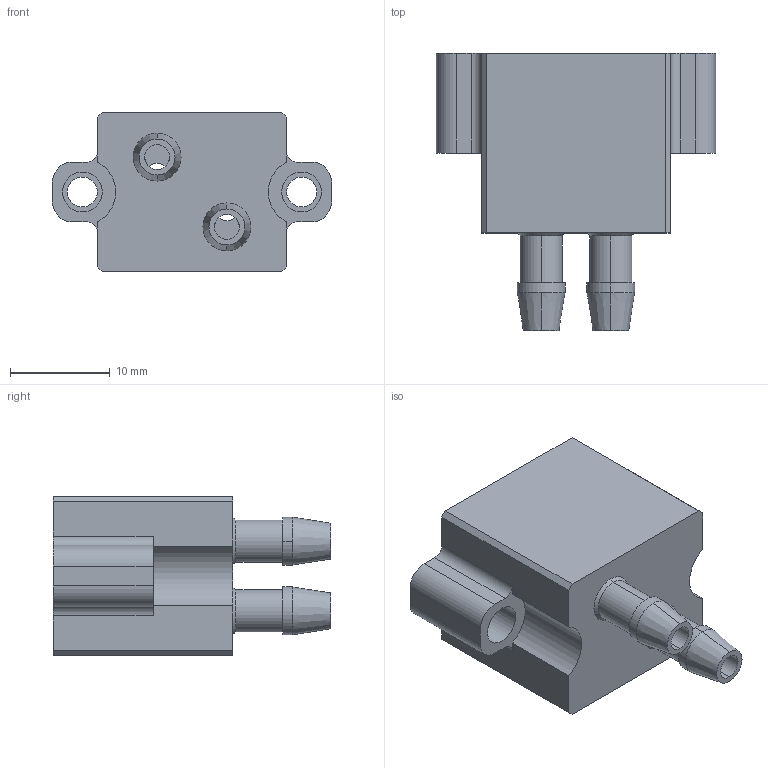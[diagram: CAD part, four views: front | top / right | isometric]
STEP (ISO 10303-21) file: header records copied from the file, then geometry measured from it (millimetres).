
FILE_DESCRIPTION(('FreeCAD Model'),'2;1');
FILE_NAME('25132545xxx01_adapter_V1.step','2019-10-22T11:46:51',('Author'),( ''),'Open CASCADE STEP processor 6.8','FreeCAD','Unknown');
FILE_SCHEMA(('AUTOMOTIVE_DESIGN { 1 0 10303 214 1 1 1 1 }'));
Length unit declared in the file: millimetre
Products named in the file (1): 25132545xxx01_EVALBOARD_ADAPTER_ALL
Bounding box: 28 x 27.8 x 16 mm (x, y, z)
Volume: 4896.4 mm3; surface area: 3254.4 mm2
Topology: 1 solids, 1 shells, 91 faces, 238 edges, 158 vertices
Faces by surface type: cylinder 42, plane 41, cone 8
Entity records: 11303 total; most frequent: CARTESIAN_POINT 6908, DIRECTION 722, ORIENTED_EDGE 476, PCURVE 476, DEFINITIONAL_REPRESENTATION 476, LINE 268, VECTOR 268, B_SPLINE_CURVE_WITH_KNOTS 240
